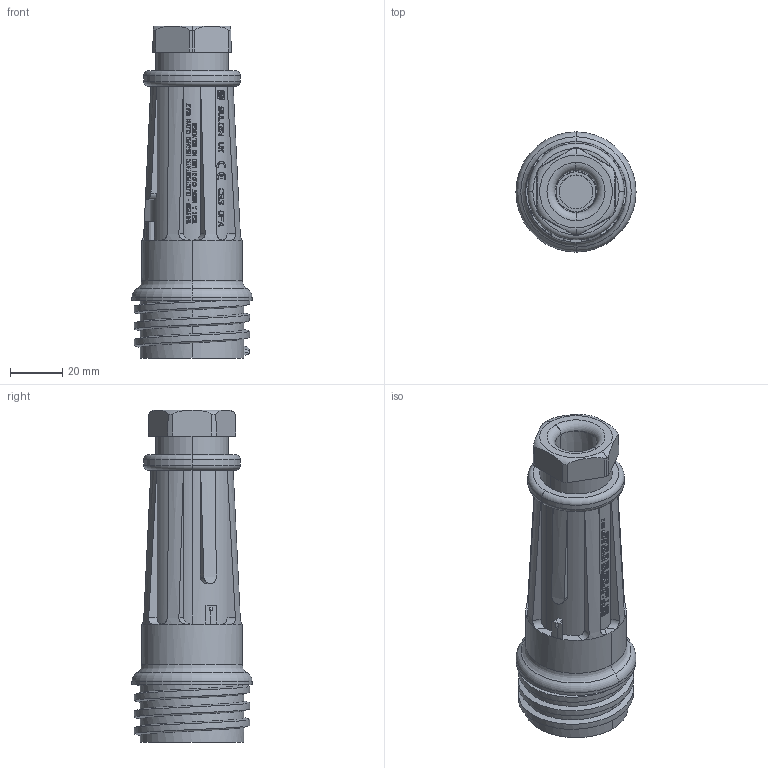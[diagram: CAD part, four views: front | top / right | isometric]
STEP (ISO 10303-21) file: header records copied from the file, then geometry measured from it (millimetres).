
FILE_DESCRIPTION(('STEP AP242'),'1');
FILE_NAME('px0921-10-s.stp','2024-01-11T14:17:22',('TraceParts'),('TraceParts S.A.'),'Spatial InterOp 3D',' ',' ');
FILE_SCHEMA(('AP242_MANAGED_MODEL_BASED_3D_ENGINEERING_MIM_LF {1 0 10303 442 1 1 4}'));
Length unit declared in the file: millimetre
Products named in the file (1): px0921-10-s
Bounding box: 46 x 46 x 127.08 mm (x, y, z)
Volume: 80289.5 mm3; surface area: 51141.5 mm2
Topology: 1 solids, 2 shells, 4036 faces, 11350 edges, 7475 vertices
Faces by surface type: plane 3437, cylinder 275, cone 206, torus 101, bspline 17
Entity records: 139853 total; most frequent: CARTESIAN_POINT 39124, ORIENTED_EDGE 22580, DIRECTION 18289, EDGE_CURVE 11290, LINE 8039, VECTOR 8039, VERTEX_POINT 7475, AXIS2_PLACEMENT_3D 5125
